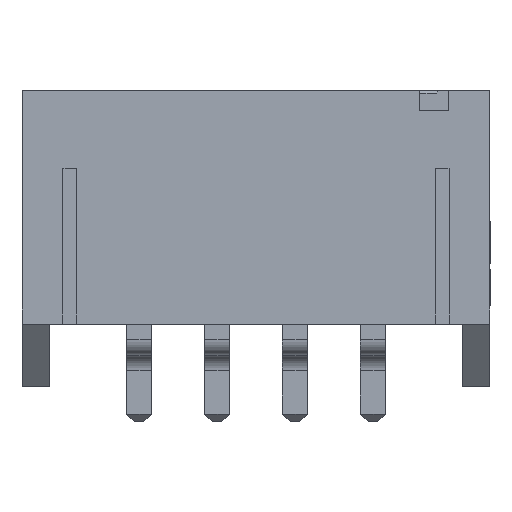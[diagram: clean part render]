
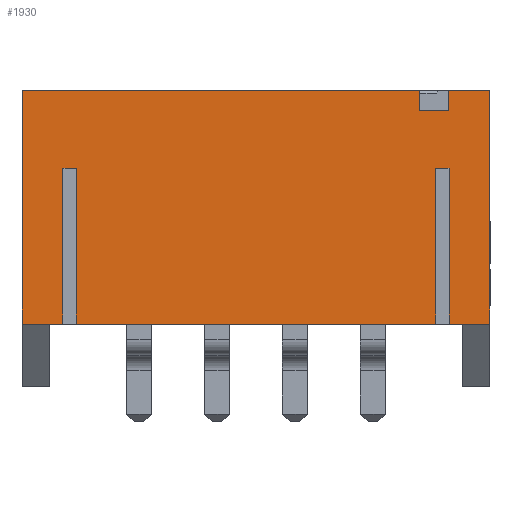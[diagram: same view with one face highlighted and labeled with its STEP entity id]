
A CAD part, top view. The second image highlights one B-rep face of the part: STEP entity #1930.
In plain terms, the highlighted planar face has unit normal (0, 0, 1).
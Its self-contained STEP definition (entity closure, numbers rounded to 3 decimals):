
#8 = ORIENTED_EDGE ( 'NONE', *, *, #5879, .T. ) ;
#17 = DIRECTION ( 'NONE',  ( -1., 0., 0. ) ) ;
#42 = EDGE_CURVE ( 'NONE', #4422, #13703, #10806, .T. ) ;
#62 = ORIENTED_EDGE ( 'NONE', *, *, #5469, .F. ) ;
#148 = CARTESIAN_POINT ( 'NONE',  ( 4.946, 3.381, 5.46 ) ) ;
#207 = ORIENTED_EDGE ( 'NONE', *, *, #8206, .F. ) ;
#247 = LINE ( 'NONE', #21102, #1852 ) ;
#292 = FACE_OUTER_BOUND ( 'NONE', #11171, .T. ) ;
#296 = ORIENTED_EDGE ( 'NONE', *, *, #2537, .T. ) ;
#488 = VERTEX_POINT ( 'NONE', #5289 ) ;
#714 = ORIENTED_EDGE ( 'NONE', *, *, #16536, .T. ) ;
#866 = DIRECTION ( 'NONE',  ( 1., 0., 0. ) ) ;
#950 = VERTEX_POINT ( 'NONE', #8229 ) ;
#984 = CARTESIAN_POINT ( 'NONE',  ( 4.607, -2.1, 5.46 ) ) ;
#1098 = CARTESIAN_POINT ( 'NONE',  ( 4.2, 3.381, 5.46 ) ) ;
#1162 = CARTESIAN_POINT ( 'NONE',  ( 6., -2.1, 5.46 ) ) ;
#1311 = ORIENTED_EDGE ( 'NONE', *, *, #17246, .F. ) ;
#1401 = LINE ( 'NONE', #3005, #14310 ) ;
#1412 = EDGE_CURVE ( 'NONE', #14661, #14378, #11638, .T. ) ;
#1504 = CARTESIAN_POINT ( 'NONE',  ( 4.2, 3.9, 5.46 ) ) ;
#1570 = ORIENTED_EDGE ( 'NONE', *, *, #3415, .T. ) ;
#1852 = VECTOR ( 'NONE', #17, 1000. ) ;
#1919 = VECTOR ( 'NONE', #8483, 1000. ) ;
#1930 = ADVANCED_FACE ( 'NONE', ( #292 ), #14422, .T. ) ;
#2216 = CARTESIAN_POINT ( 'NONE',  ( 4.2, 3.9, 5.46 ) ) ;
#2475 = CARTESIAN_POINT ( 'NONE',  ( -6., -2.1, 5.46 ) ) ;
#2537 = EDGE_CURVE ( 'NONE', #16930, #13703, #1401, .T. ) ;
#2734 = DIRECTION ( 'NONE',  ( -1., 0., 0. ) ) ;
#2791 = CARTESIAN_POINT ( 'NONE',  ( 4.607, 1.9, 5.46 ) ) ;
#3005 = CARTESIAN_POINT ( 'NONE',  ( -6., 3.9, 5.46 ) ) ;
#3415 = EDGE_CURVE ( 'NONE', #10088, #22788, #21936, .T. ) ;
#3659 = VECTOR ( 'NONE', #8719, 1000. ) ;
#3890 = LINE ( 'NONE', #14758, #22239 ) ;
#3903 = ORIENTED_EDGE ( 'NONE', *, *, #11043, .F. ) ;
#3922 = CARTESIAN_POINT ( 'NONE',  ( 4.607, 1.9, 5.46 ) ) ;
#3927 = DIRECTION ( 'NONE',  ( -1., 0., 0. ) ) ;
#4205 = CARTESIAN_POINT ( 'NONE',  ( -6., 3.9, 5.46 ) ) ;
#4296 = CARTESIAN_POINT ( 'NONE',  ( -4.607, 1.9, 5.46 ) ) ;
#4334 = LINE ( 'NONE', #1098, #11122 ) ;
#4422 = VERTEX_POINT ( 'NONE', #148 ) ;
#4966 = ORIENTED_EDGE ( 'NONE', *, *, #9007, .F. ) ;
#5289 = CARTESIAN_POINT ( 'NONE',  ( -4.607, -2.1, 5.46 ) ) ;
#5360 = CARTESIAN_POINT ( 'NONE',  ( 0., 0., 5.46 ) ) ;
#5469 = EDGE_CURVE ( 'NONE', #14378, #488, #16187, .T. ) ;
#5765 = VECTOR ( 'NONE', #18809, 1000. ) ;
#5819 = DIRECTION ( 'NONE',  ( 0., 1., 0. ) ) ;
#5879 = EDGE_CURVE ( 'NONE', #8262, #16930, #13025, .T. ) ;
#5977 = VECTOR ( 'NONE', #2734, 1000. ) ;
#7015 = ORIENTED_EDGE ( 'NONE', *, *, #22298, .T. ) ;
#7181 = DIRECTION ( 'NONE',  ( 1., 0., 0. ) ) ;
#7225 = LINE ( 'NONE', #3922, #21059 ) ;
#7976 = CARTESIAN_POINT ( 'NONE',  ( 4.2, 3.381, 5.46 ) ) ;
#8104 = LINE ( 'NONE', #14892, #5977 ) ;
#8206 = EDGE_CURVE ( 'NONE', #21991, #19052, #13768, .T. ) ;
#8229 = CARTESIAN_POINT ( 'NONE',  ( -4.95, -2.1, 5.46 ) ) ;
#8262 = VERTEX_POINT ( 'NONE', #1162 ) ;
#8286 = CARTESIAN_POINT ( 'NONE',  ( 4.95, -2.1, 5.46 ) ) ;
#8296 = EDGE_CURVE ( 'NONE', #19041, #14661, #7225, .T. ) ;
#8483 = DIRECTION ( 'NONE',  ( 0., -1., 0. ) ) ;
#8719 = DIRECTION ( 'NONE',  ( 0., -1., 0. ) ) ;
#8872 = VECTOR ( 'NONE', #5819, 1000. ) ;
#8907 = DIRECTION ( 'NONE',  ( 0., 0., 1. ) ) ;
#8966 = CARTESIAN_POINT ( 'NONE',  ( 4.946, 3.9, 5.46 ) ) ;
#9007 = EDGE_CURVE ( 'NONE', #19052, #4422, #4334, .T. ) ;
#9214 = CARTESIAN_POINT ( 'NONE',  ( 6., 3.9, 5.46 ) ) ;
#9745 = VECTOR ( 'NONE', #12595, 1000. ) ;
#9822 = EDGE_CURVE ( 'NONE', #13244, #950, #3890, .T. ) ;
#9986 = VECTOR ( 'NONE', #13903, 1000. ) ;
#10088 = VERTEX_POINT ( 'NONE', #12688 ) ;
#10497 = CARTESIAN_POINT ( 'NONE',  ( -4.607, 1.9, 5.46 ) ) ;
#10569 = CARTESIAN_POINT ( 'NONE',  ( -5.3, -2.1, 5.46 ) ) ;
#10806 = LINE ( 'NONE', #8966, #9986 ) ;
#10953 = EDGE_CURVE ( 'NONE', #11418, #488, #19295, .T. ) ;
#11043 = EDGE_CURVE ( 'NONE', #950, #22788, #22160, .T. ) ;
#11122 = VECTOR ( 'NONE', #866, 1000. ) ;
#11171 = EDGE_LOOP ( 'NONE', ( #18392, #4966, #207, #7015, #1570, #3903, #13556, #14631, #20928, #62, #14366, #11507, #714, #1311, #8, #296 ) ) ;
#11418 = VERTEX_POINT ( 'NONE', #4296 ) ;
#11488 = CARTESIAN_POINT ( 'NONE',  ( -4.95, 1.9, 5.46 ) ) ;
#11507 = ORIENTED_EDGE ( 'NONE', *, *, #8296, .F. ) ;
#11638 = LINE ( 'NONE', #14007, #3659 ) ;
#12595 = DIRECTION ( 'NONE',  ( 0., -1., 0. ) ) ;
#12688 = CARTESIAN_POINT ( 'NONE',  ( -6., 3.9, 5.46 ) ) ;
#12716 = DIRECTION ( 'NONE',  ( 0., -1., 0. ) ) ;
#12855 = LINE ( 'NONE', #20040, #13865 ) ;
#13025 = LINE ( 'NONE', #14969, #8872 ) ;
#13244 = VERTEX_POINT ( 'NONE', #11488 ) ;
#13460 = CARTESIAN_POINT ( 'NONE',  ( -5.3, -2.1, 5.46 ) ) ;
#13556 = ORIENTED_EDGE ( 'NONE', *, *, #9822, .F. ) ;
#13703 = VERTEX_POINT ( 'NONE', #21047 ) ;
#13768 = LINE ( 'NONE', #1504, #1919 ) ;
#13865 = VECTOR ( 'NONE', #18310, 1000. ) ;
#13903 = DIRECTION ( 'NONE',  ( 0., 1., 0. ) ) ;
#14007 = CARTESIAN_POINT ( 'NONE',  ( 4.607, 1.9, 5.46 ) ) ;
#14114 = EDGE_CURVE ( 'NONE', #11418, #13244, #8104, .T. ) ;
#14310 = VECTOR ( 'NONE', #19013, 1000. ) ;
#14366 = ORIENTED_EDGE ( 'NONE', *, *, #1412, .F. ) ;
#14378 = VERTEX_POINT ( 'NONE', #984 ) ;
#14422 = PLANE ( 'NONE',  #21342 ) ;
#14631 = ORIENTED_EDGE ( 'NONE', *, *, #14114, .F. ) ;
#14661 = VERTEX_POINT ( 'NONE', #2791 ) ;
#14758 = CARTESIAN_POINT ( 'NONE',  ( -4.95, 1.9, 5.46 ) ) ;
#14892 = CARTESIAN_POINT ( 'NONE',  ( -4.607, 1.9, 5.46 ) ) ;
#14937 = VECTOR ( 'NONE', #3927, 1000. ) ;
#14969 = CARTESIAN_POINT ( 'NONE',  ( 6., 3.9, 5.46 ) ) ;
#16187 = LINE ( 'NONE', #10569, #14937 ) ;
#16536 = EDGE_CURVE ( 'NONE', #19041, #19109, #21395, .T. ) ;
#16930 = VERTEX_POINT ( 'NONE', #9214 ) ;
#17246 = EDGE_CURVE ( 'NONE', #8262, #19109, #247, .T. ) ;
#17912 = DIRECTION ( 'NONE',  ( 0., -1., 0. ) ) ;
#18310 = DIRECTION ( 'NONE',  ( -1., 0., 0. ) ) ;
#18367 = VECTOR ( 'NONE', #18472, 1000. ) ;
#18392 = ORIENTED_EDGE ( 'NONE', *, *, #42, .F. ) ;
#18472 = DIRECTION ( 'NONE',  ( 0., -1., 0. ) ) ;
#18514 = CARTESIAN_POINT ( 'NONE',  ( 4.95, 1.9, 5.46 ) ) ;
#18809 = DIRECTION ( 'NONE',  ( -1., 0., 0. ) ) ;
#19013 = DIRECTION ( 'NONE',  ( -1., 0., 0. ) ) ;
#19041 = VERTEX_POINT ( 'NONE', #18514 ) ;
#19052 = VERTEX_POINT ( 'NONE', #7976 ) ;
#19093 = VECTOR ( 'NONE', #17912, 1000. ) ;
#19109 = VERTEX_POINT ( 'NONE', #8286 ) ;
#19295 = LINE ( 'NONE', #10497, #9745 ) ;
#19353 = DIRECTION ( 'NONE',  ( -1., 0., 0. ) ) ;
#20040 = CARTESIAN_POINT ( 'NONE',  ( -6., 3.9, 5.46 ) ) ;
#20928 = ORIENTED_EDGE ( 'NONE', *, *, #10953, .T. ) ;
#21047 = CARTESIAN_POINT ( 'NONE',  ( 4.946, 3.9, 5.46 ) ) ;
#21059 = VECTOR ( 'NONE', #19353, 1000. ) ;
#21102 = CARTESIAN_POINT ( 'NONE',  ( -5.3, -2.1, 5.46 ) ) ;
#21160 = CARTESIAN_POINT ( 'NONE',  ( 4.95, 1.9, 5.46 ) ) ;
#21342 = AXIS2_PLACEMENT_3D ( 'NONE', #5360, #8907, #7181 ) ;
#21395 = LINE ( 'NONE', #21160, #19093 ) ;
#21936 = LINE ( 'NONE', #4205, #18367 ) ;
#21991 = VERTEX_POINT ( 'NONE', #2216 ) ;
#22160 = LINE ( 'NONE', #13460, #5765 ) ;
#22239 = VECTOR ( 'NONE', #12716, 1000. ) ;
#22298 = EDGE_CURVE ( 'NONE', #21991, #10088, #12855, .T. ) ;
#22788 = VERTEX_POINT ( 'NONE', #2475 ) ;
